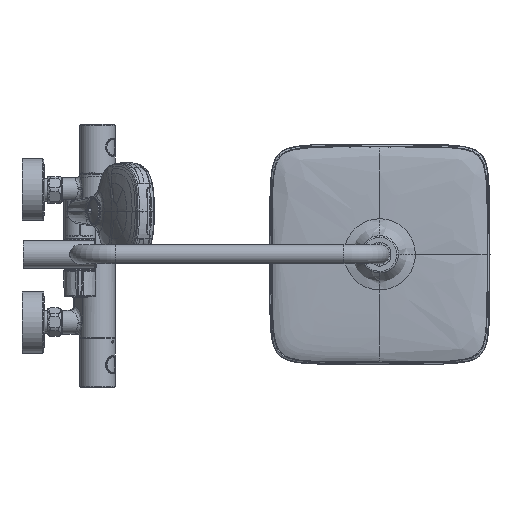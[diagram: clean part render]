
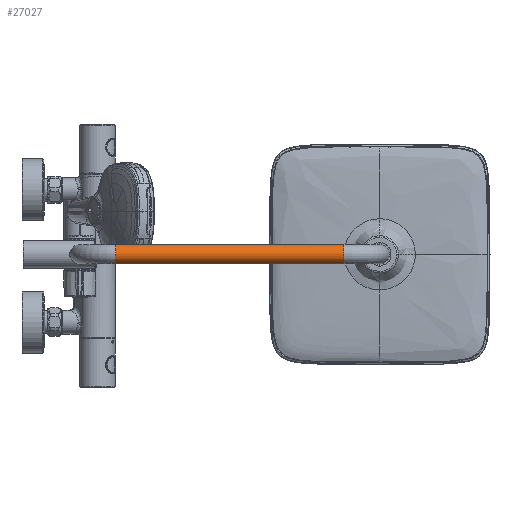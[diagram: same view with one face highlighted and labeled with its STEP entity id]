
A CAD part, top view. The second image highlights one B-rep face of the part: STEP entity #27027.
In plain terms, the highlighted cylindrical face has radius 11 mm (diameter 22 mm), a full revolution.
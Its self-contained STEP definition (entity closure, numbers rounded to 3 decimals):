
#11330=ORIENTED_EDGE('',*,*,#15586,.T.);
#11331=ORIENTED_EDGE('',*,*,#15587,.F.);
#15586=EDGE_CURVE('',#19344,#19344,#20168,.F.);
#15587=EDGE_CURVE('',#19345,#19345,#20169,.F.);
#19344=VERTEX_POINT('',#97463);
#19345=VERTEX_POINT('',#97466);
#20168=CIRCLE('',#34362,11.);
#20169=CIRCLE('',#34364,11.);
#22735=EDGE_LOOP('',(#11330));
#22736=EDGE_LOOP('',(#11331));
#25309=FACE_BOUND('',#22735,.T.);
#25310=FACE_BOUND('',#22736,.T.);
#25676=CYLINDRICAL_SURFACE('',#34363,11.);
#27027=ADVANCED_FACE('',(#25309,#25310),#25676,.T.);
#34362=AXIS2_PLACEMENT_3D('',#97462,#38465,#38466);
#34363=AXIS2_PLACEMENT_3D('',#97464,#38467,#38468);
#34364=AXIS2_PLACEMENT_3D('',#97465,#38469,#38470);
#38465=DIRECTION('',(1.,0.,0.));
#38466=DIRECTION('',(0.,0.,1.));
#38467=DIRECTION('',(1.,0.,0.));
#38468=DIRECTION('',(0.,0.,-1.));
#38469=DIRECTION('',(1.,0.,0.));
#38470=DIRECTION('',(0.,0.,1.));
#97462=CARTESIAN_POINT('',(299.5,0.,1096.));
#97463=CARTESIAN_POINT('',(299.5,0.,1107.));
#97464=CARTESIAN_POINT('',(40.5,0.,1096.));
#97465=CARTESIAN_POINT('',(40.5,0.,1096.));
#97466=CARTESIAN_POINT('',(40.5,0.,1107.));
